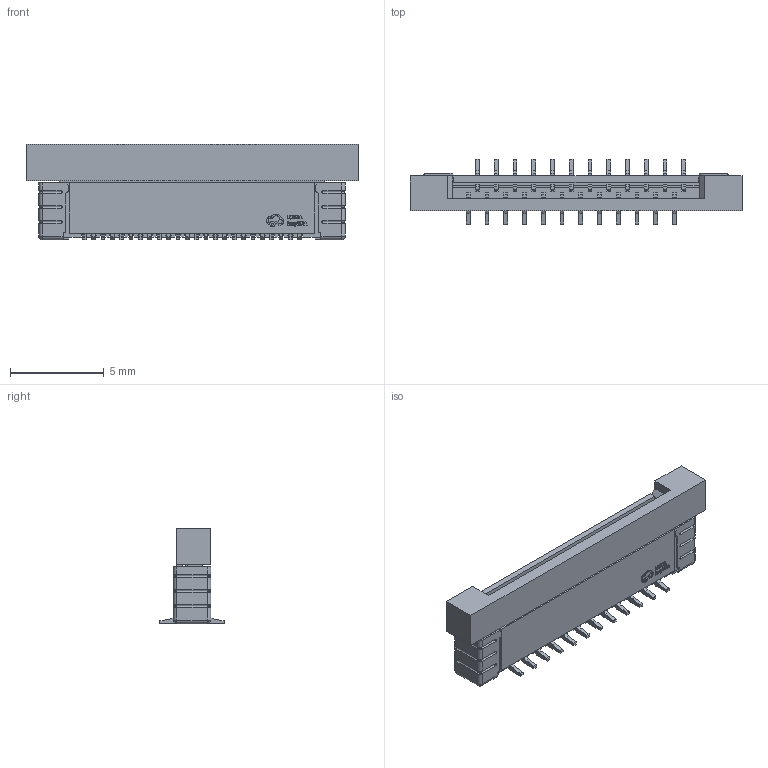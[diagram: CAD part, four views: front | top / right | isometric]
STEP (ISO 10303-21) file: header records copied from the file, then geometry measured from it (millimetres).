
FILE_DESCRIPTION (( 'STEP AP214' ), '1' );
FILE_NAME ('FPC-SMD_24P-P0.50_XUNPU_FPC-0.5AL-24PB.STEP', '2022-07-05T11:45:45', ( '' ), ( '' ), 'SwSTEP 2.0', 'SolidWorks 2018', '' );
FILE_SCHEMA (( 'AUTOMOTIVE_DESIGN' ));
Length unit declared in the file: millimetre
Products named in the file (1): FPC-SMD_24P-P0.50_XUNPU_FPC-0.5AL-24PB
Bounding box: 17.7 x 3.5 x 5.1 mm (x, y, z)
Volume: 125.3 mm3; surface area: 537.8 mm2
Topology: 4 solids, 4 shells, 961 faces, 2643 edges, 1730 vertices
Faces by surface type: plane 735, bspline 98, cylinder 76, torus 48, sphere 4
Entity records: 40885 total; most frequent: CARTESIAN_POINT 6641, ORIENTED_EDGE 5278, DIRECTION 4427, EDGE_CURVE 2639, VECTOR 2179, LINE 2179, VERTEX_POINT 1730, AXIS2_PLACEMENT_3D 1124
